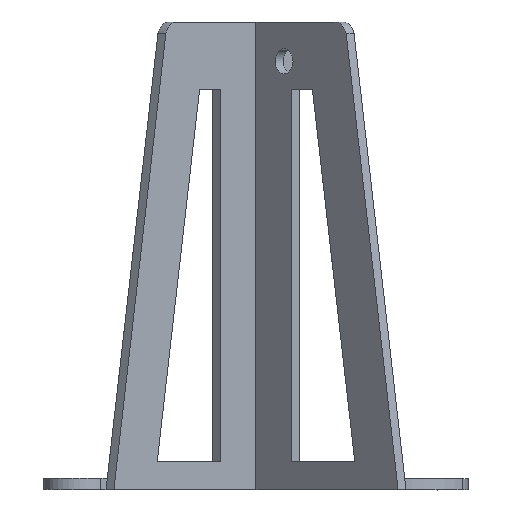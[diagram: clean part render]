
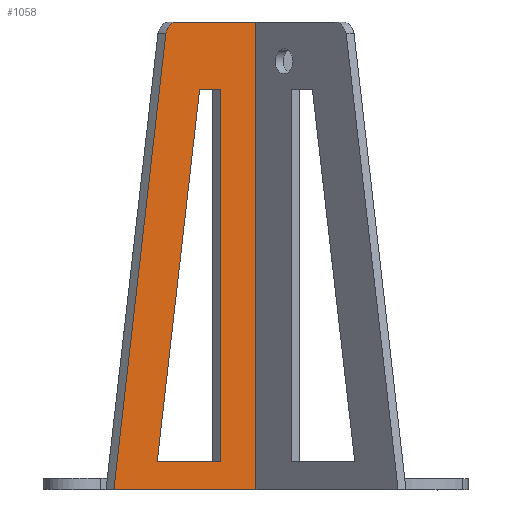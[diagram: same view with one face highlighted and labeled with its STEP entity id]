
A CAD part, top view. The second image highlights one B-rep face of the part: STEP entity #1058.
In plain terms, the highlighted planar face has unit normal (0.707, 0, 0.707).
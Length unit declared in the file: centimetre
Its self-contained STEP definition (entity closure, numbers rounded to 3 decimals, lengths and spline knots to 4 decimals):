
#28=B_SPLINE_CURVE_WITH_KNOTS('',3,(#1722,#1723,#1724,#1725,#1726,#1727,
#1728,#1729,#1730,#1731),.UNSPECIFIED.,.F.,.F.,(4,2,2,2,4),(0.0956,
0.111,0.2221,0.3333,0.4445),
 .UNSPECIFIED.);
#46=FACE_BOUND('',#197,.T.);
#74=PLANE('',#1136);
#126=FACE_OUTER_BOUND('',#196,.T.);
#196=EDGE_LOOP('',(#892,#893,#894,#895,#896,#897));
#197=EDGE_LOOP('',(#898,#899,#900,#901));
#298=LINE('',#1710,#410);
#300=LINE('',#1720,#412);
#301=LINE('',#1733,#413);
#302=LINE('',#1735,#414);
#303=LINE('',#1736,#415);
#304=LINE('',#1739,#416);
#305=LINE('',#1741,#417);
#306=LINE('',#1743,#418);
#307=LINE('',#1744,#419);
#410=VECTOR('',#1344,8.35);
#412=VECTOR('',#1358,1.9912);
#413=VECTOR('',#1359,0.0021);
#414=VECTOR('',#1360,8.2549);
#415=VECTOR('',#1361,3.5882);
#416=VECTOR('',#1362,6.7356);
#417=VECTOR('',#1363,0.5245);
#418=VECTOR('',#1364,6.65);
#419=VECTOR('',#1365,1.5949);
#550=VERTEX_POINT('',#1705);
#551=VERTEX_POINT('',#1708);
#553=VERTEX_POINT('',#1719);
#554=VERTEX_POINT('',#1721);
#555=VERTEX_POINT('',#1732);
#556=VERTEX_POINT('',#1734);
#557=VERTEX_POINT('',#1737);
#558=VERTEX_POINT('',#1738);
#559=VERTEX_POINT('',#1740);
#560=VERTEX_POINT('',#1742);
#677=EDGE_CURVE('',#550,#551,#298,.T.);
#680=EDGE_CURVE('',#551,#553,#300,.T.);
#681=EDGE_CURVE('',#554,#553,#28,.T.);
#682=EDGE_CURVE('',#554,#555,#301,.T.);
#683=EDGE_CURVE('',#555,#556,#302,.T.);
#684=EDGE_CURVE('',#556,#550,#303,.T.);
#685=EDGE_CURVE('',#557,#558,#304,.T.);
#686=EDGE_CURVE('',#558,#559,#305,.T.);
#687=EDGE_CURVE('',#559,#560,#306,.T.);
#688=EDGE_CURVE('',#560,#557,#307,.T.);
#892=ORIENTED_EDGE('',*,*,#677,.T.);
#893=ORIENTED_EDGE('',*,*,#680,.T.);
#894=ORIENTED_EDGE('',*,*,#681,.F.);
#895=ORIENTED_EDGE('',*,*,#682,.T.);
#896=ORIENTED_EDGE('',*,*,#683,.T.);
#897=ORIENTED_EDGE('',*,*,#684,.T.);
#898=ORIENTED_EDGE('',*,*,#685,.T.);
#899=ORIENTED_EDGE('',*,*,#686,.T.);
#900=ORIENTED_EDGE('',*,*,#687,.T.);
#901=ORIENTED_EDGE('',*,*,#688,.T.);
#1058=ADVANCED_FACE('',(#126,#46),#74,.T.);
#1136=AXIS2_PLACEMENT_3D('',#1718,#1356,#1357);
#1344=DIRECTION('',(0.,1.,0.));
#1356=DIRECTION('center_axis',(0.707,0.,0.707));
#1357=DIRECTION('ref_axis',(0.707,0.,-0.707));
#1358=DIRECTION('',(-0.707,0.,0.707));
#1359=DIRECTION('',(-0.707,0.,0.707));
#1360=DIRECTION('',(-0.112,-0.987,0.112));
#1361=DIRECTION('',(0.707,0.,-0.707));
#1362=DIRECTION('',(0.112,0.987,-0.112));
#1363=DIRECTION('',(0.707,0.,-0.707));
#1364=DIRECTION('',(0.,-1.,0.));
#1365=DIRECTION('',(-0.707,0.,0.707));
#1705=CARTESIAN_POINT('',(1.99,-3.5874,-14.3312));
#1708=CARTESIAN_POINT('',(1.99,4.7626,-14.3312));
#1710=CARTESIAN_POINT('',(1.99,-3.5874,-14.3312));
#1718=CARTESIAN_POINT('Origin',(2.0607,-3.5874,-14.4019));
#1719=CARTESIAN_POINT('',(0.582,4.7626,-12.9232));
#1720=CARTESIAN_POINT('',(2.0607,4.7626,-14.4019));
#1721=CARTESIAN_POINT('',(0.3818,4.5626,-12.723));
#1722=CARTESIAN_POINT('Ctrl Pts',(0.3818,4.5626,-12.723));
#1723=CARTESIAN_POINT('Ctrl Pts',(0.3831,4.5677,-12.7243));
#1724=CARTESIAN_POINT('Ctrl Pts',(0.3844,4.5726,-12.7256));
#1725=CARTESIAN_POINT('Ctrl Pts',(0.3958,4.6116,-12.7371));
#1726=CARTESIAN_POINT('Ctrl Pts',(0.4133,4.6486,-12.7545));
#1727=CARTESIAN_POINT('Ctrl Pts',(0.4504,4.7009,-12.7916));
#1728=CARTESIAN_POINT('Ctrl Pts',(0.4765,4.7256,-12.8177));
#1729=CARTESIAN_POINT('Ctrl Pts',(0.5249,4.754,-12.8662));
#1730=CARTESIAN_POINT('Ctrl Pts',(0.5558,4.7626,-12.897));
#1731=CARTESIAN_POINT('Ctrl Pts',(0.582,4.7626,-12.9232));
#1732=CARTESIAN_POINT('',(0.3803,4.5626,-12.7216));
#1733=CARTESIAN_POINT('',(2.0607,4.5626,-14.4019));
#1734=CARTESIAN_POINT('',(-0.5472,-3.5874,-11.794));
#1735=CARTESIAN_POINT('',(0.3803,4.5626,-12.7216));
#1736=CARTESIAN_POINT('',(2.0607,-3.5874,-14.4019));
#1737=CARTESIAN_POINT('',(0.2259,-3.0874,-12.5671));
#1738=CARTESIAN_POINT('',(0.9827,3.5626,-13.324));
#1739=CARTESIAN_POINT('',(0.9827,3.5626,-13.324));
#1740=CARTESIAN_POINT('',(1.3536,3.5626,-13.6948));
#1741=CARTESIAN_POINT('',(1.3536,3.5626,-13.6948));
#1742=CARTESIAN_POINT('',(1.3536,-3.0874,-13.6948));
#1743=CARTESIAN_POINT('',(1.3536,-10.7374,-13.6948));
#1744=CARTESIAN_POINT('',(2.7678,-3.0874,-15.109));
